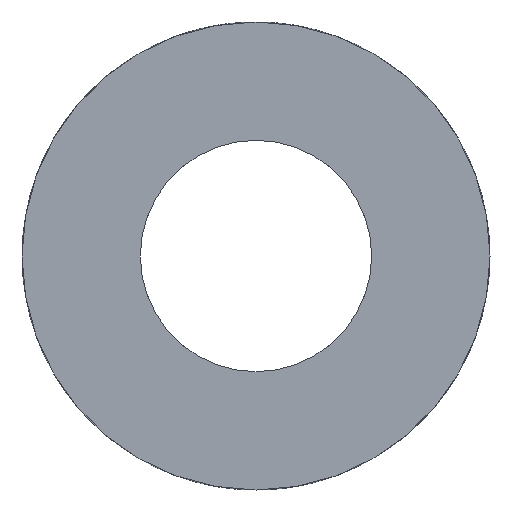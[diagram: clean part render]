
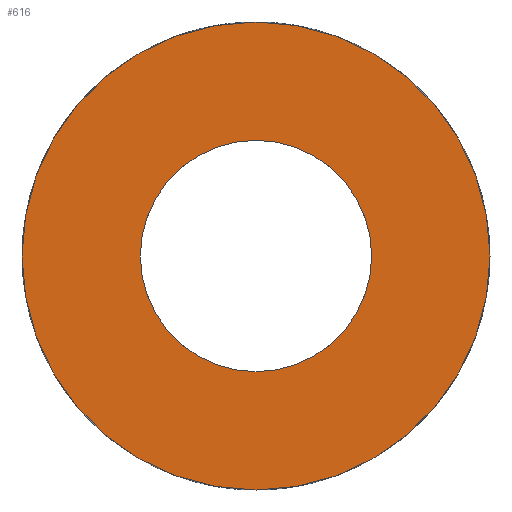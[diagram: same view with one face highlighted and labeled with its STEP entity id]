
A CAD part, front view. The second image highlights one B-rep face of the part: STEP entity #616.
In plain terms, the highlighted planar face has unit normal (0, -1, 0).
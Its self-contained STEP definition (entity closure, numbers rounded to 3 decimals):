
#574=CARTESIAN_POINT('',(0.0,-2.381,-3.302));
#575=VERTEX_POINT('',#574);
#576=CARTESIAN_POINT('',(0.0,-2.381,0.0));
#577=DIRECTION('',(-0.0,-1.0,-0.0));
#578=DIRECTION('',(0.0,0.0,-1.0));
#579=AXIS2_PLACEMENT_3D('',#576,#577,#578);
#580=CIRCLE('',#579,3.302);
#581=EDGE_CURVE('no 37',#575,#575,#580,.T.);
#597=CARTESIAN_POINT('',(0.0,-2.381,-1.632));
#598=VERTEX_POINT('',#597);
#599=CARTESIAN_POINT('',(0.0,-2.381,0.0));
#600=DIRECTION('',(-0.0,-1.0,-0.0));
#601=DIRECTION('',(0.0,0.0,-1.0));
#602=AXIS2_PLACEMENT_3D('',#599,#600,#601);
#603=CIRCLE('',#602,1.632);
#604=EDGE_CURVE('no 646',#598,#598,#603,.T.);
#605=ORIENTED_EDGE('',*,*,#604,.F.);
#606=EDGE_LOOP('',(#605));
#607=FACE_OUTER_BOUND('',#606,.T.);
#608=ORIENTED_EDGE('',*,*,#581,.T.);
#609=EDGE_LOOP('',(#608));
#610=FACE_BOUND('',#609,.T.);
#611=CARTESIAN_POINT('',(0.0,-2.381,0.0));
#612=DIRECTION('',(0.0,1.0,0.0));
#613=DIRECTION('',(0.0,-0.0,1.0));
#614=AXIS2_PLACEMENT_3D('',#611,#612,#613);
#615=PLANE('',#614);
#616=ADVANCED_FACE('no 40',(#607,#610),#615,.F.);
